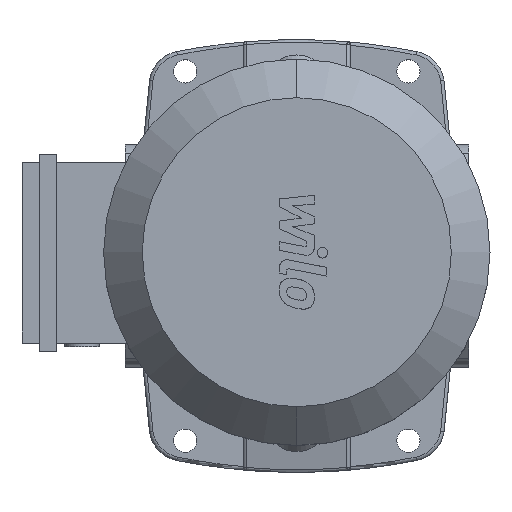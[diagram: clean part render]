
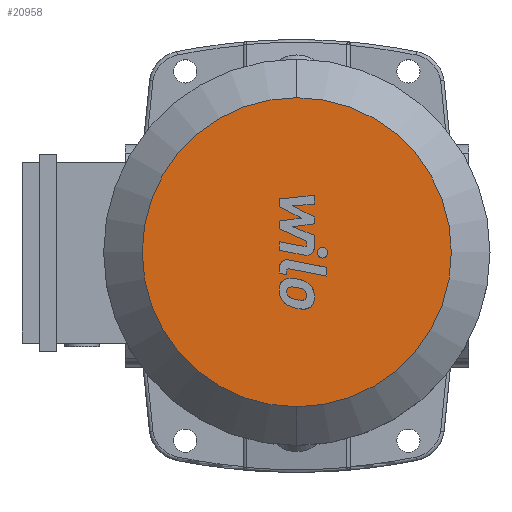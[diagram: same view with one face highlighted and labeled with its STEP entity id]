
A CAD part, top view. The second image highlights one B-rep face of the part: STEP entity #20958.
In plain terms, the highlighted planar face has unit normal (0, 0, 1).
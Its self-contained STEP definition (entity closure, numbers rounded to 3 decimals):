
#13756=CARTESIAN_POINT('',(0.,90.0,1292.0));
#13757=VERTEX_POINT('',#13756);
#13765=CARTESIAN_POINT('',(0.,-90.0,1292.0));
#13766=VERTEX_POINT('',#13765);
#13773=CARTESIAN_POINT('',(0.,0.,1292.0));
#13774=DIRECTION('',(0.0,0.0,-1.0));
#13775=DIRECTION('',(0.0,1.0,0.0));
#13776=AXIS2_PLACEMENT_3D('',#13773,#13774,#13775);
#13777=CIRCLE('',#13776,90.0);
#13778=EDGE_CURVE('',#13766,#13757,#13777,.T.);
#20943=CARTESIAN_POINT('',(0.,45.0,1292.0));
#20944=DIRECTION('',(0.0,0.0,1.0));
#20945=DIRECTION('',(1.0,0.0,0.0));
#20946=AXIS2_PLACEMENT_3D('',#20943,#20944,#20945);
#20947=PLANE('',#20946);
#20948=CARTESIAN_POINT('',(0.,0.,1292.0));
#20949=DIRECTION('',(0.0,0.0,-1.0));
#20950=DIRECTION('',(0.0,1.0,0.0));
#20951=AXIS2_PLACEMENT_3D('',#20948,#20949,#20950);
#20952=CIRCLE('',#20951,90.0);
#20953=EDGE_CURVE('',#13757,#13766,#20952,.T.);
#20954=ORIENTED_EDGE('',*,*,#20953,.F.);
#20955=ORIENTED_EDGE('',*,*,#13778,.F.);
#20956=EDGE_LOOP('',(#20954,#20955));
#20957=FACE_OUTER_BOUND('',#20956,.T.);
#20958=ADVANCED_FACE('',(#20957),#20947,.T.);
